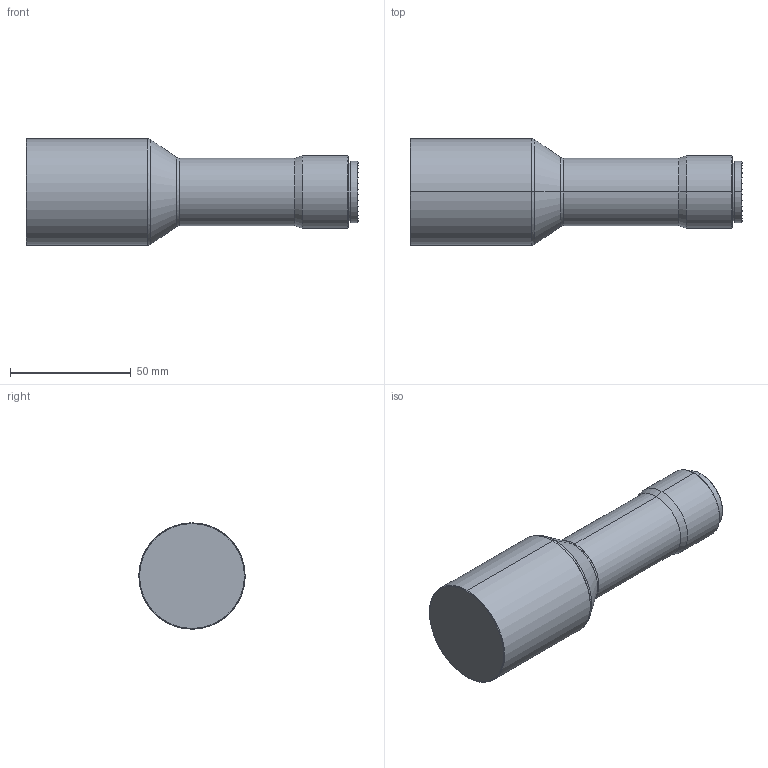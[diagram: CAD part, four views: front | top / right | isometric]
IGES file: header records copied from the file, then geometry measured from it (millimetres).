
Start section: SolidWorks IGES file using analytic representation for surfaces
Global section: file name: WWK07-108-110.IGS; native system: SolidWorks 2017; preprocessor: SolidWorks 2017; author: Administrator; date: 200908.090718; units: millimetre
Bounding box: 137.4 x 44 x 44 mm (x, y, z)
Surface area: 17578.9 mm2 (no closed solid volume)
Topology: 0 solids, 0 shells, 28 faces, 352 edges, 352 vertices
Faces by surface type: revolution 20, bspline 8
